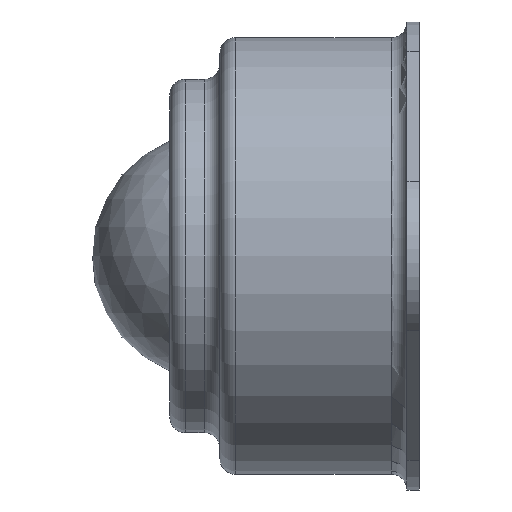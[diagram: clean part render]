
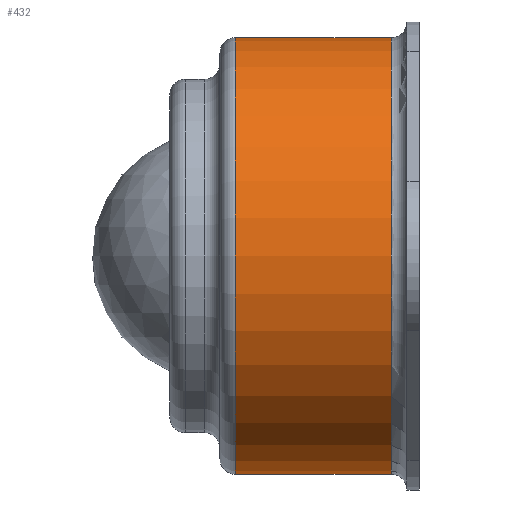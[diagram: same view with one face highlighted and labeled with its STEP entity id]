
A CAD part, left-side view. The second image highlights one B-rep face of the part: STEP entity #432.
In plain terms, the highlighted cylindrical face has radius 14 mm (diameter 28 mm), a full revolution.
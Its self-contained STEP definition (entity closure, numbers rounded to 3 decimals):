
#57=LINE('',#790,#78);
#78=VECTOR('',#664,14.);
#87=CYLINDRICAL_SURFACE('',#511,14.);
#113=FACE_OUTER_BOUND('',#146,.T.);
#146=EDGE_LOOP('',(#399,#400,#401,#402,#403,#404));
#165=CIRCLE('',#479,14.);
#166=CIRCLE('',#480,14.);
#184=CIRCLE('',#509,14.);
#185=CIRCLE('',#510,14.);
#209=VERTEX_POINT('',#738);
#210=VERTEX_POINT('',#740);
#223=VERTEX_POINT('',#784);
#224=VERTEX_POINT('',#786);
#261=EDGE_CURVE('',#209,#210,#165,.T.);
#262=EDGE_CURVE('',#210,#209,#166,.T.);
#282=EDGE_CURVE('',#224,#223,#184,.T.);
#283=EDGE_CURVE('',#223,#224,#185,.T.);
#284=EDGE_CURVE('',#210,#224,#57,.T.);
#399=ORIENTED_EDGE('',*,*,#261,.F.);
#400=ORIENTED_EDGE('',*,*,#262,.F.);
#401=ORIENTED_EDGE('',*,*,#284,.T.);
#402=ORIENTED_EDGE('',*,*,#282,.T.);
#403=ORIENTED_EDGE('',*,*,#283,.T.);
#404=ORIENTED_EDGE('',*,*,#284,.F.);
#432=ADVANCED_FACE('',(#113),#87,.T.);
#479=AXIS2_PLACEMENT_3D('',#741,#596,#597);
#480=AXIS2_PLACEMENT_3D('',#742,#598,#599);
#509=AXIS2_PLACEMENT_3D('',#787,#658,#659);
#510=AXIS2_PLACEMENT_3D('',#788,#660,#661);
#511=AXIS2_PLACEMENT_3D('',#789,#662,#663);
#596=DIRECTION('center_axis',(0.,1.,0.));
#597=DIRECTION('ref_axis',(1.,0.,0.));
#598=DIRECTION('center_axis',(0.,1.,0.));
#599=DIRECTION('ref_axis',(1.,0.,0.));
#658=DIRECTION('center_axis',(0.,1.,0.));
#659=DIRECTION('ref_axis',(1.,0.,0.));
#660=DIRECTION('center_axis',(0.,1.,0.));
#661=DIRECTION('ref_axis',(1.,0.,0.));
#662=DIRECTION('center_axis',(0.,1.,0.));
#663=DIRECTION('ref_axis',(-1.,0.,0.));
#664=DIRECTION('',(0.,-1.,0.));
#738=CARTESIAN_POINT('',(0.,11.786,-14.));
#740=CARTESIAN_POINT('',(14.,11.786,0.));
#741=CARTESIAN_POINT('Origin',(0.,11.786,0.));
#742=CARTESIAN_POINT('Origin',(0.,11.786,0.));
#784=CARTESIAN_POINT('',(0.,1.8,-14.));
#786=CARTESIAN_POINT('',(14.,1.8,0.));
#787=CARTESIAN_POINT('Origin',(0.,1.8,0.));
#788=CARTESIAN_POINT('Origin',(0.,1.8,0.));
#789=CARTESIAN_POINT('Origin',(0.,6.793,0.));
#790=CARTESIAN_POINT('',(14.,6.793,0.));
